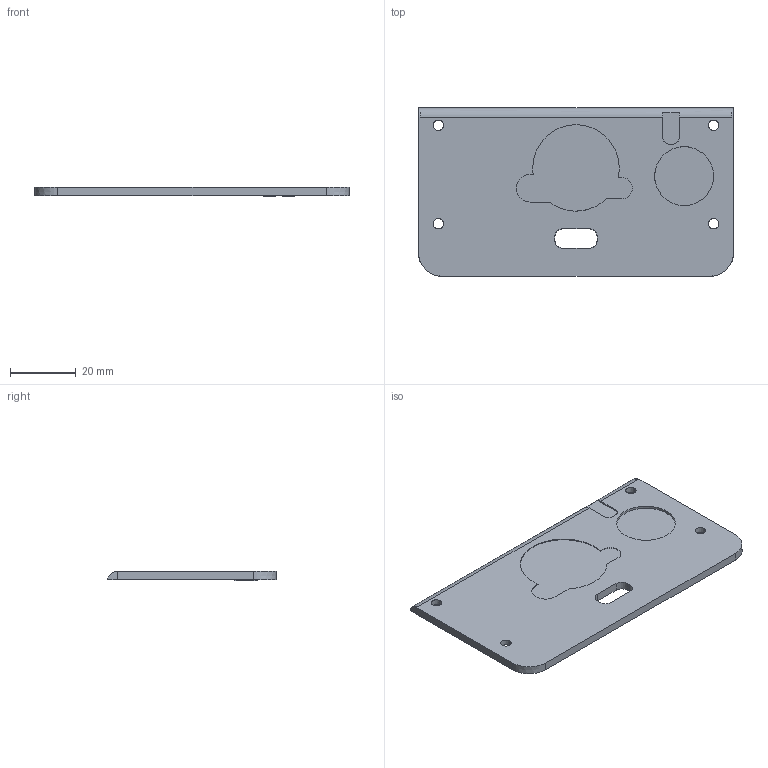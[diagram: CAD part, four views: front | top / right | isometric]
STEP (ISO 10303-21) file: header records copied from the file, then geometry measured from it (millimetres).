
FILE_DESCRIPTION(('FreeCAD Model'),'2;1');
FILE_NAME('Open CASCADE Shape Model','2025-01-24T15:34:40',('Author'),( ''),'Open CASCADE STEP processor 7.6','FreeCAD','Unknown');
FILE_SCHEMA(('AUTOMOTIVE_DESIGN { 1 0 10303 214 1 1 1 1 }'));
Length unit declared in the file: millimetre
Products named in the file (1): backplate_ostc5_v4
Bounding box: 96.09 x 51.48 x 2.75 mm (x, y, z)
Volume: 10620.3 mm3; surface area: 10642.6 mm2
Topology: 1 solids, 1 shells, 498 faces, 1430 edges, 950 vertices
Faces by surface type: plane 432, cone 36, bspline 20, torus 10
Entity records: 18204 total; most frequent: CARTESIAN_POINT 5193, ORIENTED_EDGE 2860, DIRECTION 2421, EDGE_CURVE 1430, LINE 1279, VECTOR 1279, VERTEX_POINT 950, AXIS2_PLACEMENT_3D 571
